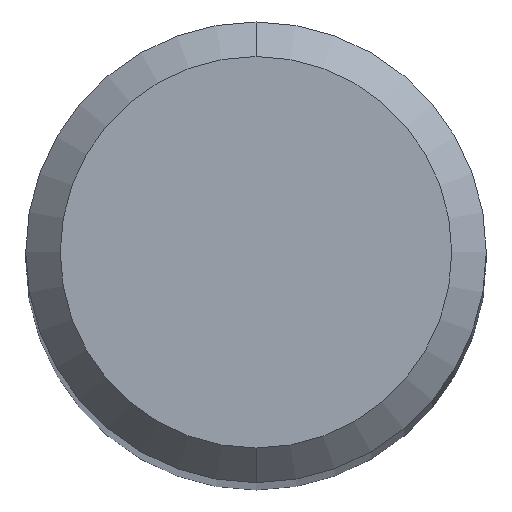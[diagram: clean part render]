
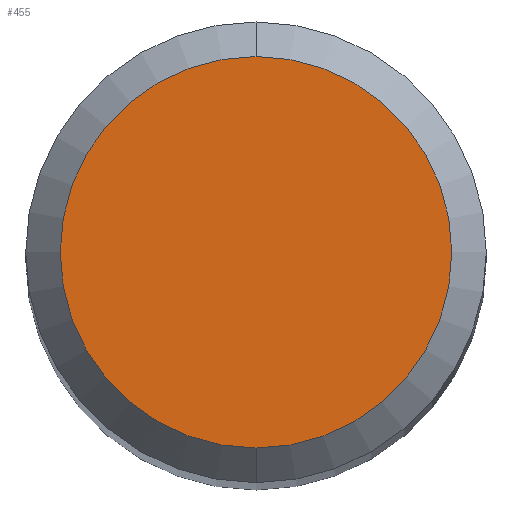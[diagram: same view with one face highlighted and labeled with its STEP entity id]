
A CAD part, top view. The second image highlights one B-rep face of the part: STEP entity #455.
In plain terms, the highlighted planar face has unit normal (0, 0, 1).
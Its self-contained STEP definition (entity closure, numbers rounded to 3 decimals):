
#201=EDGE_CURVE('',#471,#393,#520,.T.);
#273=EDGE_CURVE('',#393,#471,#599,.T.);
#393=VERTEX_POINT('',#738);
#455=ADVANCED_FACE('',(#802),#803,.T.);
#471=VERTEX_POINT('',#819);
#520=CIRCLE('',#879,1.7);
#599=CIRCLE('',#1008,1.7);
#738=CARTESIAN_POINT('',(0.,-1.7,0.0));
#802=FACE_OUTER_BOUND('',#1446,.T.);
#803=PLANE('',#1447);
#819=CARTESIAN_POINT('',(0.0,1.7,0.0));
#879=AXIS2_PLACEMENT_3D('',#1506,#1507,#1508);
#1008=AXIS2_PLACEMENT_3D('',#1591,#1592,#1593);
#1446=EDGE_LOOP('',(#1825,#1826));
#1447=AXIS2_PLACEMENT_3D('',#1827,#1828,#1829);
#1506=CARTESIAN_POINT('',(0.0,0.0,0.0));
#1507=DIRECTION('',(0.0,0.0,-1.0));
#1508=DIRECTION('',(0.0,1.0,0.0));
#1591=CARTESIAN_POINT('',(0.0,0.0,0.0));
#1592=DIRECTION('',(0.0,0.0,-1.0));
#1593=DIRECTION('',(0.0,1.0,0.0));
#1825=ORIENTED_EDGE('',*,*,#201,.F.);
#1826=ORIENTED_EDGE('',*,*,#273,.F.);
#1827=CARTESIAN_POINT('',(0.0,0.85,0.0));
#1828=DIRECTION('',(-0.0,0.0,1.0));
#1829=DIRECTION('',(0.0,-1.0,0.0));
